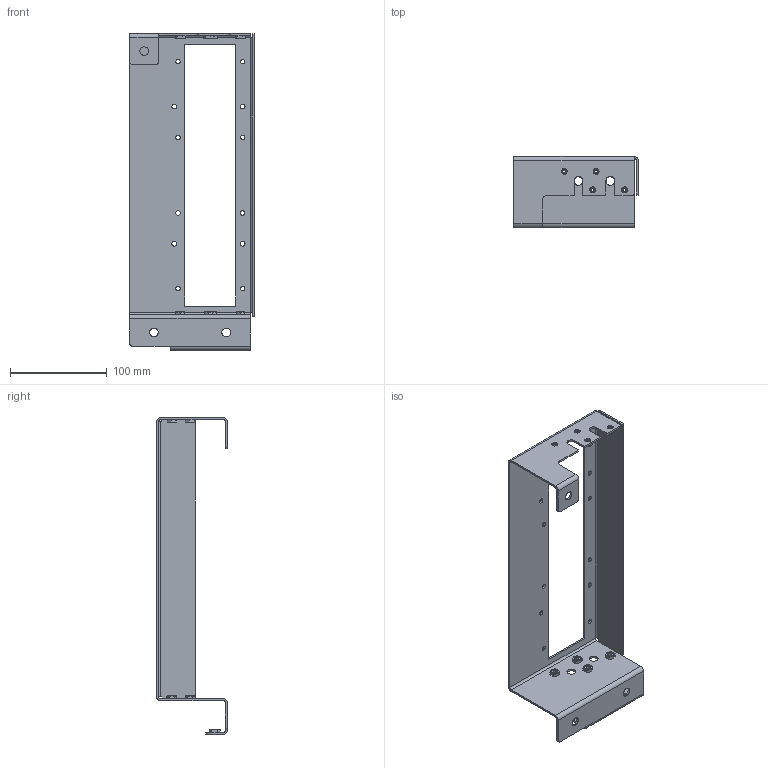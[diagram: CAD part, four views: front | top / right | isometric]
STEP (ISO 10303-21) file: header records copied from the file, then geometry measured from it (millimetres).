
FILE_DESCRIPTION (( 'STEP AP214' ), '1' );
FILE_NAME ('PowderDispenserNutAssy.STEP', '2021-11-08T09:04:29', ( '' ), ( '' ), 'SwSTEP 2.0', 'SolidWorks 2020', '' );
FILE_SCHEMA (( 'AUTOMOTIVE_DESIGN' ));
Length unit declared in the file: millimetre
Products named in the file (4): weld nut 01_din_DIN 929-M5-N; weld nut 01_din_DIN 929-M4-N; PowderLeftBracket; PowderDispenserNutAssy
Assembly tree (11 placements, depth 2):
  PowderDispenserNutAssy
    PowderLeftBracket
    weld nut 01_din_DIN 929-M4-N  x8
    weld nut 01_din_DIN 929-M5-N  x2
Bounding box: 129 x 73 x 327.8 mm (x, y, z)
Volume: 109325.2 mm3; surface area: 115290.2 mm2
Topology: 11 solids, 11 shells, 476 faces, 1134 edges, 700 vertices
Faces by surface type: plane 219, cylinder 157, cone 100
Entity records: 6462 total; most frequent: CARTESIAN_POINT 1156, DIRECTION 1124, ORIENTED_EDGE 1020, EDGE_CURVE 510, AXIS2_PLACEMENT_3D 420, VERTEX_POINT 316, LINE 284, VECTOR 284
